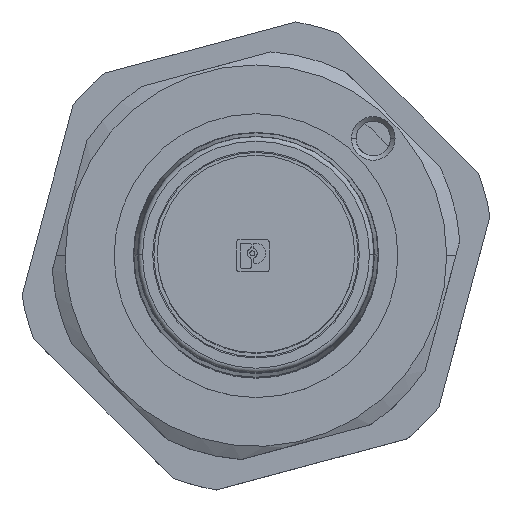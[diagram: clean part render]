
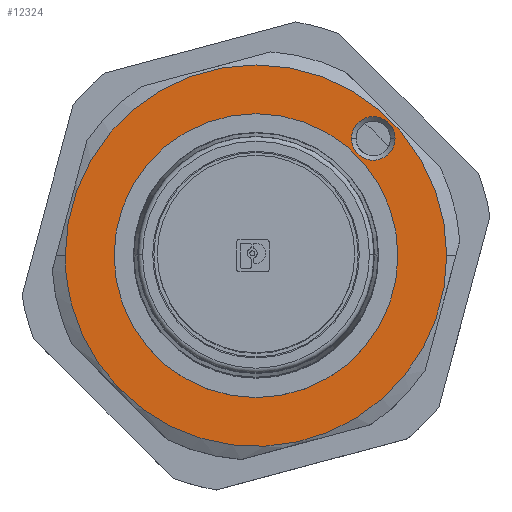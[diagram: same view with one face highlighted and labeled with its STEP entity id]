
A CAD part, top view. The second image highlights one B-rep face of the part: STEP entity #12324.
In plain terms, the highlighted planar face has unit normal (0, 0, 1).
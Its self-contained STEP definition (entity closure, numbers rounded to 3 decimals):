
#12179=CARTESIAN_POINT('',(8.4,0.,22.));
#12180=VERTEX_POINT('',#12179);
#12181=CARTESIAN_POINT('',(-8.114,-2.174,22.));
#12182=VERTEX_POINT('',#12181);
#12183=CARTESIAN_POINT('',(0.,0.,22.));
#12184=DIRECTION('',(-0.,-0.,-1.));
#12185=DIRECTION('',(-1.,0.,0.));
#12186=AXIS2_PLACEMENT_3D('',#12183,#12184,#12185);
#12187=CIRCLE('',#12186,8.4);
#12188=EDGE_CURVE('',#12180,#12182,#12187,.T.);
#12190=CARTESIAN_POINT('',(-8.4,0.,22.));
#12191=VERTEX_POINT('',#12190);
#12192=CARTESIAN_POINT('',(0.,0.,22.));
#12193=DIRECTION('',(-0.,-0.,-1.));
#12194=DIRECTION('',(-1.,0.,0.));
#12195=AXIS2_PLACEMENT_3D('',#12192,#12193,#12194);
#12196=CIRCLE('',#12195,8.4);
#12197=EDGE_CURVE('',#12182,#12191,#12196,.T.);
#12268=CARTESIAN_POINT('',(0.,0.,22.));
#12269=DIRECTION('',(0.,0.,1.));
#12270=DIRECTION('',(-1.,0.,0.));
#12271=AXIS2_PLACEMENT_3D('',#12268,#12269,#12270);
#12272=PLANE('',#12271);
#12273=ORIENTED_EDGE('',*,*,#12188,.F.);
#12274=CARTESIAN_POINT('',(0.,0.,22.));
#12275=DIRECTION('',(0.,0.,-1.));
#12276=DIRECTION('',(-1.,0.,0.));
#12277=AXIS2_PLACEMENT_3D('',#12274,#12275,#12276);
#12278=CIRCLE('',#12277,8.4);
#12279=EDGE_CURVE('',#12191,#12180,#12278,.T.);
#12280=ORIENTED_EDGE('',*,*,#12279,.F.);
#12281=ORIENTED_EDGE('',*,*,#12197,.F.);
#12282=EDGE_LOOP('',(#12273,#12280,#12281));
#12283=FACE_BOUND('',#12282,.T.);
#12284=CARTESIAN_POINT('',(4.202,5.162,22.));
#12285=VERTEX_POINT('',#12284);
#12286=CARTESIAN_POINT('',(6.122,5.162,22.));
#12287=VERTEX_POINT('',#12286);
#12288=CARTESIAN_POINT('',(5.162,5.162,22.));
#12289=DIRECTION('',(0.,0.,-1.));
#12290=DIRECTION('',(1.,0.,0.));
#12291=AXIS2_PLACEMENT_3D('',#12288,#12289,#12290);
#12292=CIRCLE('',#12291,0.96);
#12293=EDGE_CURVE('',#12285,#12287,#12292,.T.);
#12294=ORIENTED_EDGE('',*,*,#12293,.T.);
#12295=CARTESIAN_POINT('',(5.162,5.162,22.));
#12296=DIRECTION('',(0.,0.,-1.));
#12297=DIRECTION('',(1.,0.,0.));
#12298=AXIS2_PLACEMENT_3D('',#12295,#12296,#12297);
#12299=CIRCLE('',#12298,0.96);
#12300=EDGE_CURVE('',#12287,#12285,#12299,.T.);
#12301=ORIENTED_EDGE('',*,*,#12300,.T.);
#12302=EDGE_LOOP('',(#12294,#12301));
#12303=FACE_BOUND('',#12302,.T.);
#12304=CARTESIAN_POINT('',(-0.,6.25,22.));
#12305=VERTEX_POINT('',#12304);
#12306=CARTESIAN_POINT('',(0.,-6.25,22.));
#12307=VERTEX_POINT('',#12306);
#12308=CARTESIAN_POINT('',(0.,0.,22.));
#12309=DIRECTION('',(-0.,0.,-1.));
#12310=DIRECTION('',(0.,1.,0.));
#12311=AXIS2_PLACEMENT_3D('',#12308,#12309,#12310);
#12312=CIRCLE('',#12311,6.25);
#12313=EDGE_CURVE('',#12305,#12307,#12312,.T.);
#12314=ORIENTED_EDGE('',*,*,#12313,.T.);
#12315=CARTESIAN_POINT('',(0.,0.,22.));
#12316=DIRECTION('',(-0.,0.,-1.));
#12317=DIRECTION('',(0.,1.,0.));
#12318=AXIS2_PLACEMENT_3D('',#12315,#12316,#12317);
#12319=CIRCLE('',#12318,6.25);
#12320=EDGE_CURVE('',#12307,#12305,#12319,.T.);
#12321=ORIENTED_EDGE('',*,*,#12320,.T.);
#12322=EDGE_LOOP('',(#12314,#12321));
#12323=FACE_BOUND('',#12322,.T.);
#12324=ADVANCED_FACE('',(#12283,#12303,#12323),#12272,.T.);
